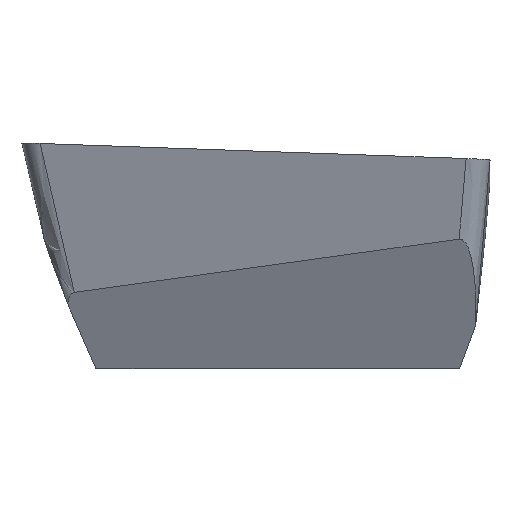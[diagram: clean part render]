
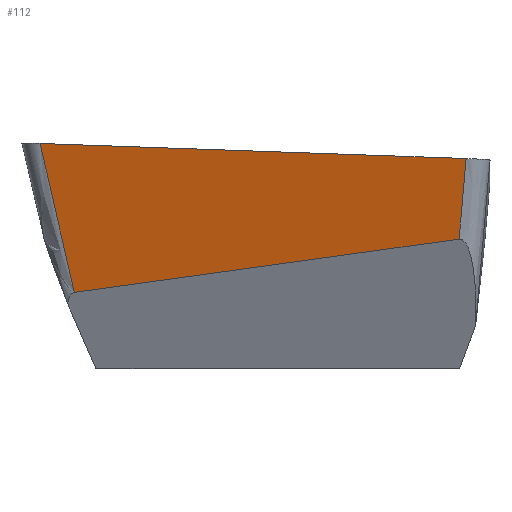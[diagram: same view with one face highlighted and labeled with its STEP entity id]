
A CAD part, left-side view. The second image highlights one B-rep face of the part: STEP entity #112.
In plain terms, the highlighted planar face has unit normal (-0.972, 0.14, -0.191).
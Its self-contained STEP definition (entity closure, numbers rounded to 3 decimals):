
#82=FACE_OUTER_BOUND('',#153,.T.);
#112=ADVANCED_FACE('',(#82),#122,.F.);
#122=PLANE('',#646);
#153=EDGE_LOOP('',(#286,#287,#288,#289));
#286=ORIENTED_EDGE('',*,*,#416,.F.);
#287=ORIENTED_EDGE('',*,*,#361,.F.);
#288=ORIENTED_EDGE('',*,*,#417,.F.);
#289=ORIENTED_EDGE('',*,*,#394,.F.);
#315=VERTEX_POINT('',#927);
#316=VERTEX_POINT('',#929);
#336=VERTEX_POINT('',#1399);
#338=VERTEX_POINT('',#1572);
#361=EDGE_CURVE('',#315,#316,#428,.T.);
#394=EDGE_CURVE('',#338,#336,#505,.T.);
#416=EDGE_CURVE('',#316,#338,#445,.T.);
#417=EDGE_CURVE('',#336,#315,#446,.T.);
#428=LINE('',#928,#457);
#445=LINE('',#1820,#474);
#446=LINE('',#1881,#475);
#457=VECTOR('',#676,1.);
#474=VECTOR('',#761,1.);
#475=VECTOR('',#762,1.);
#505=B_SPLINE_CURVE_WITH_KNOTS('',3,(#1562,#1563,#1564,#1565,#1566,#1567,
#1568,#1569,#1570,#1571),.UNSPECIFIED.,.F.,.F.,(4,3,3,4),(0.,0.334,
0.667,1.),.UNSPECIFIED.);
#646=AXIS2_PLACEMENT_3D('',#1882,#763,#764);
#676=DIRECTION('',(0.167,0.977,-0.135));
#761=DIRECTION('',(-0.157,0.221,0.963));
#762=DIRECTION('',(0.204,0.085,-0.975));
#763=DIRECTION('',(0.972,-0.14,0.191));
#764=DIRECTION('',(-0.189,0.027,0.982));
#927=CARTESIAN_POINT('',(-6.312,-3.263,-1.834));
#928=CARTESIAN_POINT('',(-6.312,-3.263,-1.834));
#929=CARTESIAN_POINT('',(-5.061,4.055,-2.847));
#1399=CARTESIAN_POINT('',(-6.632,-3.396,-0.301));
#1562=CARTESIAN_POINT('',(-5.524,4.705,-0.015));
#1563=CARTESIAN_POINT('',(-5.647,3.803,-0.047));
#1564=CARTESIAN_POINT('',(-5.771,2.901,-0.079));
#1565=CARTESIAN_POINT('',(-5.894,1.999,-0.11));
#1566=CARTESIAN_POINT('',(-6.017,1.099,-0.142));
#1567=CARTESIAN_POINT('',(-6.14,0.2,-0.174));
#1568=CARTESIAN_POINT('',(-6.263,-0.699,-0.205));
#1569=CARTESIAN_POINT('',(-6.386,-1.598,-0.237));
#1570=CARTESIAN_POINT('',(-6.509,-2.497,-0.269));
#1571=CARTESIAN_POINT('',(-6.632,-3.396,-0.301));
#1572=CARTESIAN_POINT('',(-5.524,4.705,-0.015));
#1820=CARTESIAN_POINT('',(-5.061,4.055,-2.847));
#1881=CARTESIAN_POINT('',(-6.632,-3.396,-0.301));
#1882=CARTESIAN_POINT('',(-5.337,6.03,0.));
